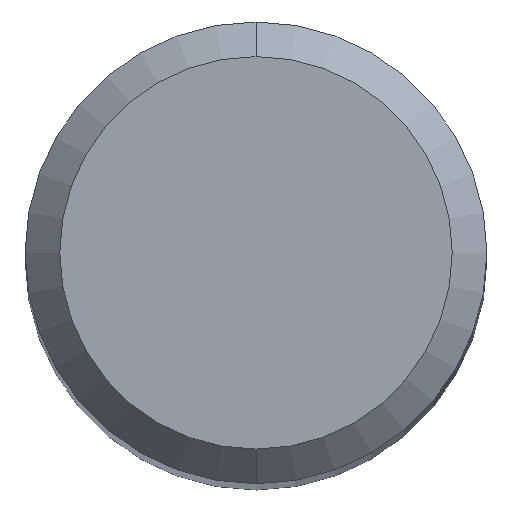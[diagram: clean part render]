
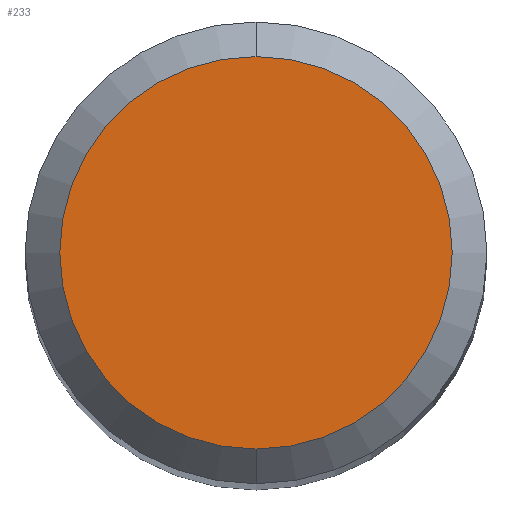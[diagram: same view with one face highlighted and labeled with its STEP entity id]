
A CAD part, top view. The second image highlights one B-rep face of the part: STEP entity #233.
In plain terms, the highlighted planar face has unit normal (0, 0, 1).
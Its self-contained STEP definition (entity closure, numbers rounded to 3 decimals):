
#207=EDGE_CURVE('',#281,#501,#567,.T.);
#233=ADVANCED_FACE('',(#596),#597,.T.);
#281=VERTEX_POINT('',#653);
#349=EDGE_CURVE('',#501,#281,#725,.T.);
#501=VERTEX_POINT('',#892);
#567=CIRCLE('',#968,1.7);
#596=FACE_OUTER_BOUND('',#1034,.T.);
#597=PLANE('',#1035);
#653=CARTESIAN_POINT('',(0.0,1.7,0.0));
#725=CIRCLE('',#1246,1.7);
#892=CARTESIAN_POINT('',(0.,-1.7,0.0));
#968=AXIS2_PLACEMENT_3D('',#1673,#1674,#1675);
#1034=EDGE_LOOP('',(#1709,#1710));
#1035=AXIS2_PLACEMENT_3D('',#1711,#1712,#1713);
#1246=AXIS2_PLACEMENT_3D('',#1855,#1856,#1857);
#1673=CARTESIAN_POINT('',(0.0,0.0,0.0));
#1674=DIRECTION('',(0.0,0.0,-1.0));
#1675=DIRECTION('',(0.0,1.0,0.0));
#1709=ORIENTED_EDGE('',*,*,#207,.F.);
#1710=ORIENTED_EDGE('',*,*,#349,.F.);
#1711=CARTESIAN_POINT('',(0.0,0.85,0.0));
#1712=DIRECTION('',(-0.0,0.0,1.0));
#1713=DIRECTION('',(0.0,-1.0,0.0));
#1855=CARTESIAN_POINT('',(0.0,0.0,0.0));
#1856=DIRECTION('',(0.0,0.0,-1.0));
#1857=DIRECTION('',(0.0,1.0,0.0));
